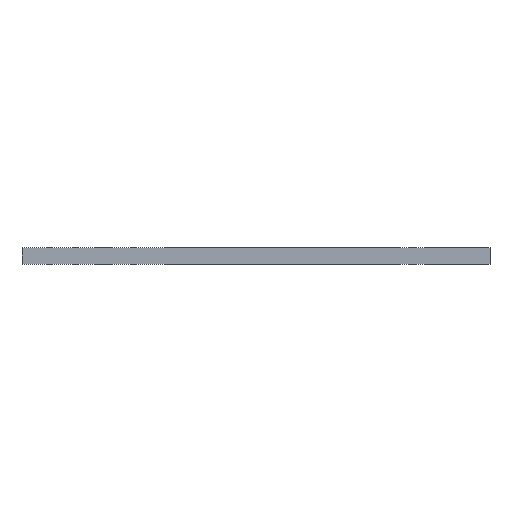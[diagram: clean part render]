
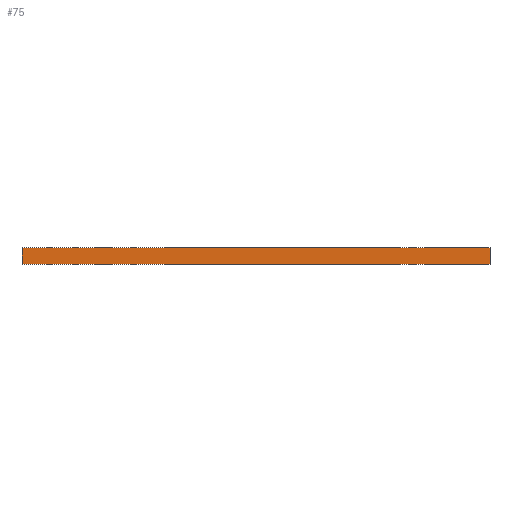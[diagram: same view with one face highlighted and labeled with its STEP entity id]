
A CAD part, left-side view. The second image highlights one B-rep face of the part: STEP entity #75.
In plain terms, the highlighted planar face has unit normal (-1, 0, 0).
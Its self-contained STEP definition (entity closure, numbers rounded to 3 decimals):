
#75 = ADVANCED_FACE ( 'NONE', ( #2912 ), #2441, .F. ) ;
#129 = LINE ( 'NONE', #439, #2870 ) ;
#215 = VERTEX_POINT ( 'NONE', #673 ) ;
#419 = ORIENTED_EDGE ( 'NONE', *, *, #3467, .F. ) ;
#439 = CARTESIAN_POINT ( 'NONE',  ( 0., 0., 0. ) ) ;
#508 = EDGE_CURVE ( 'NONE', #859, #1202, #129, .T. ) ;
#557 = DIRECTION ( 'NONE',  ( 1., 0., 0. ) ) ;
#570 = EDGE_LOOP ( 'NONE', ( #2662, #1712, #419, #1692 ) ) ;
#609 = DIRECTION ( 'NONE',  ( 0., -1., 0. ) ) ;
#673 = CARTESIAN_POINT ( 'NONE',  ( 0., 0., 10. ) ) ;
#727 = LINE ( 'NONE', #3945, #2298 ) ;
#859 = VERTEX_POINT ( 'NONE', #1723 ) ;
#1202 = VERTEX_POINT ( 'NONE', #1867 ) ;
#1290 = VECTOR ( 'NONE', #2436, 1000. ) ;
#1437 = EDGE_CURVE ( 'NONE', #215, #1202, #727, .T. ) ;
#1488 = CARTESIAN_POINT ( 'NONE',  ( 0., 285., 10. ) ) ;
#1692 = ORIENTED_EDGE ( 'NONE', *, *, #2770, .T. ) ;
#1712 = ORIENTED_EDGE ( 'NONE', *, *, #1437, .F. ) ;
#1719 = DIRECTION ( 'NONE',  ( 0., -1., 0. ) ) ;
#1723 = CARTESIAN_POINT ( 'NONE',  ( 0., 285., 0. ) ) ;
#1743 = DIRECTION ( 'NONE',  ( 0., 0., -1. ) ) ;
#1867 = CARTESIAN_POINT ( 'NONE',  ( 0., 0., 0. ) ) ;
#1896 = CARTESIAN_POINT ( 'NONE',  ( 0., 285., 10. ) ) ;
#2126 = CARTESIAN_POINT ( 'NONE',  ( 0., 0., 10. ) ) ;
#2260 = LINE ( 'NONE', #2855, #3120 ) ;
#2298 = VECTOR ( 'NONE', #1743, 1000. ) ;
#2436 = DIRECTION ( 'NONE',  ( 0., 0., -1. ) ) ;
#2441 = PLANE ( 'NONE',  #2913 ) ;
#2662 = ORIENTED_EDGE ( 'NONE', *, *, #508, .T. ) ;
#2770 = EDGE_CURVE ( 'NONE', #3450, #859, #2973, .T. ) ;
#2772 = DIRECTION ( 'NONE',  ( 0., 0., -1. ) ) ;
#2855 = CARTESIAN_POINT ( 'NONE',  ( 0., 0., 10. ) ) ;
#2870 = VECTOR ( 'NONE', #1719, 1000. ) ;
#2912 = FACE_OUTER_BOUND ( 'NONE', #570, .T. ) ;
#2913 = AXIS2_PLACEMENT_3D ( 'NONE', #2126, #557, #2772 ) ;
#2973 = LINE ( 'NONE', #1488, #1290 ) ;
#3120 = VECTOR ( 'NONE', #609, 1000. ) ;
#3450 = VERTEX_POINT ( 'NONE', #1896 ) ;
#3467 = EDGE_CURVE ( 'NONE', #3450, #215, #2260, .T. ) ;
#3945 = CARTESIAN_POINT ( 'NONE',  ( 0., 0., 10. ) ) ;
